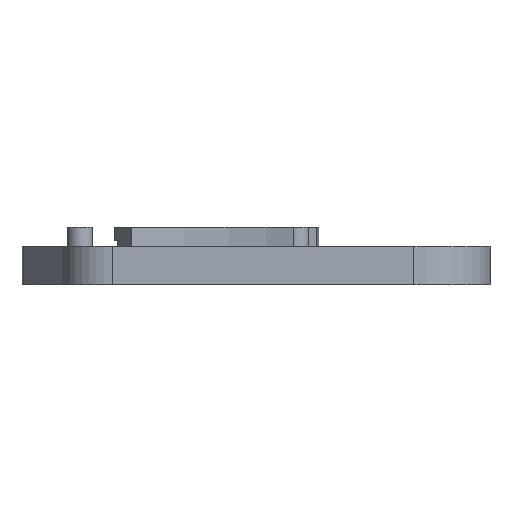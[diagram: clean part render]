
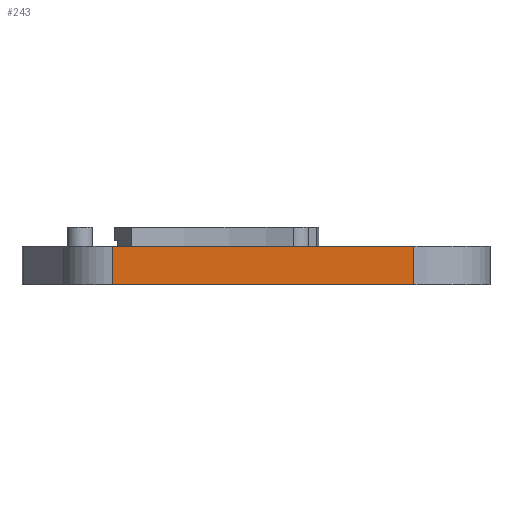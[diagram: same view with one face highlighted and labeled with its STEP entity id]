
A CAD part, front view. The second image highlights one B-rep face of the part: STEP entity #243.
In plain terms, the highlighted planar face has unit normal (0, -1, 0).
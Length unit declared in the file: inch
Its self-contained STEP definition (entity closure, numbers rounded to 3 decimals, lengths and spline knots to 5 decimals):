
#20 = EDGE_CURVE ( 'NONE', #1311, #1648, #878, .T. ) ;
#27 = CARTESIAN_POINT ( 'NONE',  ( 5., -5.75, 0. ) ) ;
#50 = ORIENTED_EDGE ( 'NONE', *, *, #2179, .F. ) ;
#101 = VECTOR ( 'NONE', #1289, 39.37008 ) ;
#243 = ADVANCED_FACE ( 'NONE', ( #1519 ), #334, .T. ) ;
#308 = CARTESIAN_POINT ( 'NONE',  ( 2.02636, -5.75, 0. ) ) ;
#334 = PLANE ( 'NONE',  #1950 ) ;
#470 = EDGE_CURVE ( 'NONE', #567, #1914, #946, .T. ) ;
#496 = ORIENTED_EDGE ( 'NONE', *, *, #2089, .T. ) ;
#567 = VERTEX_POINT ( 'NONE', #1688 ) ;
#664 = VECTOR ( 'NONE', #1814, 39.37008 ) ;
#691 = DIRECTION ( 'NONE',  ( -1., 0., 0. ) ) ;
#748 = DIRECTION ( 'NONE',  ( 0., 0., 1. ) ) ;
#815 = VECTOR ( 'NONE', #748, 39.37008 ) ;
#878 = LINE ( 'NONE', #2266, #815 ) ;
#946 = LINE ( 'NONE', #1976, #101 ) ;
#1067 = EDGE_LOOP ( 'NONE', ( #496, #1835, #50, #1722 ) ) ;
#1289 = DIRECTION ( 'NONE',  ( 0., 0., 1. ) ) ;
#1311 = VERTEX_POINT ( 'NONE', #1945 ) ;
#1470 = CARTESIAN_POINT ( 'NONE',  ( 5., -5.75, 0. ) ) ;
#1519 = FACE_OUTER_BOUND ( 'NONE', #1067, .T. ) ;
#1530 = CARTESIAN_POINT ( 'NONE',  ( 5., -5.75, -0.375 ) ) ;
#1574 = DIRECTION ( 'NONE',  ( -1., 0., 0. ) ) ;
#1648 = VERTEX_POINT ( 'NONE', #308 ) ;
#1660 = CARTESIAN_POINT ( 'NONE',  ( 5., -5.75, -0.375 ) ) ;
#1688 = CARTESIAN_POINT ( 'NONE',  ( 5., -5.75, -0.375 ) ) ;
#1722 = ORIENTED_EDGE ( 'NONE', *, *, #470, .T. ) ;
#1745 = LINE ( 'NONE', #27, #1922 ) ;
#1757 = DIRECTION ( 'NONE',  ( 0., -1., 0. ) ) ;
#1814 = DIRECTION ( 'NONE',  ( -1., 0., 0. ) ) ;
#1835 = ORIENTED_EDGE ( 'NONE', *, *, #20, .F. ) ;
#1914 = VERTEX_POINT ( 'NONE', #1470 ) ;
#1922 = VECTOR ( 'NONE', #1574, 39.37008 ) ;
#1945 = CARTESIAN_POINT ( 'NONE',  ( 2.02636, -5.75, -0.375 ) ) ;
#1950 = AXIS2_PLACEMENT_3D ( 'NONE', #1530, #1757, #691 ) ;
#1976 = CARTESIAN_POINT ( 'NONE',  ( 5., -5.75, -0.375 ) ) ;
#2089 = EDGE_CURVE ( 'NONE', #1914, #1648, #1745, .T. ) ;
#2173 = LINE ( 'NONE', #1660, #664 ) ;
#2179 = EDGE_CURVE ( 'NONE', #567, #1311, #2173, .T. ) ;
#2266 = CARTESIAN_POINT ( 'NONE',  ( 2.02636, -5.75, -0.375 ) ) ;
